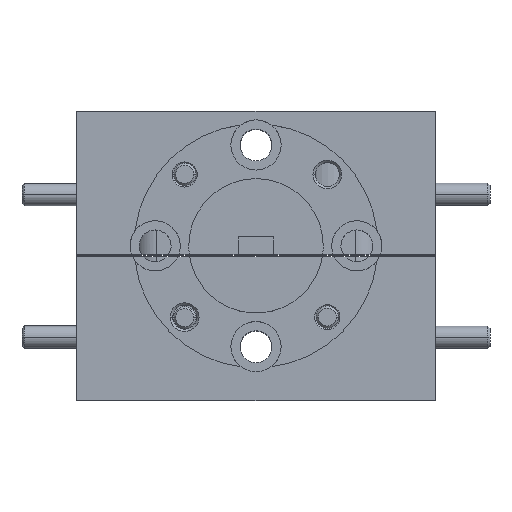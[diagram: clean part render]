
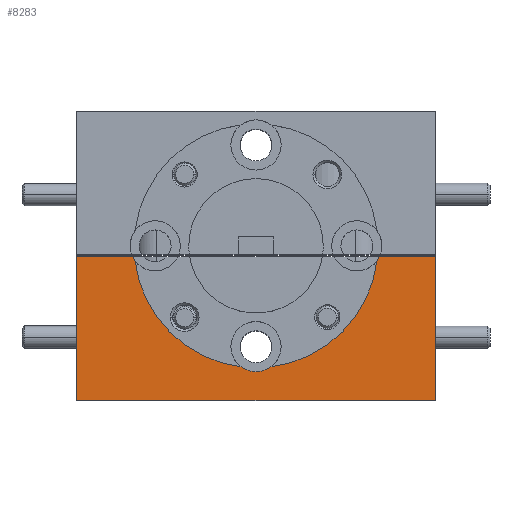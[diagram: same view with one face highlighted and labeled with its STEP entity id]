
A CAD part, top view. The second image highlights one B-rep face of the part: STEP entity #8283.
In plain terms, the highlighted planar face has unit normal (0, 0, 1).
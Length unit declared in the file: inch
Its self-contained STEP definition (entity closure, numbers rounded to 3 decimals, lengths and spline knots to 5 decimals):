
#125 = LINE ( 'NONE', #11128, #9529 ) ;
#153 = VECTOR ( 'NONE', #6717, 39.37008 ) ;
#960 = AXIS2_PLACEMENT_3D ( 'NONE', #15733, #1298, #8185 ) ;
#1298 = DIRECTION ( 'NONE',  ( 0., 0., 1. ) ) ;
#1456 = CARTESIAN_POINT ( 'NONE',  ( 0.33743, -0.01677, 0.5 ) ) ;
#1717 = VECTOR ( 'NONE', #9733, 39.37008 ) ;
#1777 = AXIS2_PLACEMENT_3D ( 'NONE', #15103, #6353, #6201 ) ;
#2277 = EDGE_CURVE ( 'NONE', #3700, #15480, #10944, .T. ) ;
#2360 = EDGE_CURVE ( 'NONE', #3700, #12399, #15248, .T. ) ;
#2533 = CARTESIAN_POINT ( 'NONE',  ( 0., 0.025, 0.5 ) ) ;
#2590 = CARTESIAN_POINT ( 'NONE',  ( -0.5, -0.405, 0.5 ) ) ;
#2830 = ORIENTED_EDGE ( 'NONE', *, *, #3673, .T. ) ;
#2873 = CARTESIAN_POINT ( 'NONE',  ( 0.04177, -0.31243, 0.5 ) ) ;
#2906 = EDGE_CURVE ( 'NONE', #15480, #13424, #8007, .T. ) ;
#3059 = ORIENTED_EDGE ( 'NONE', *, *, #10669, .F. ) ;
#3673 = EDGE_CURVE ( 'NONE', #11399, #9035, #125, .T. ) ;
#3700 = VERTEX_POINT ( 'NONE', #3944 ) ;
#3773 = DIRECTION ( 'NONE',  ( -1., 0., 0. ) ) ;
#3823 = CIRCLE ( 'NONE', #960, 0.07 ) ;
#3925 = VERTEX_POINT ( 'NONE', #11851 ) ;
#3944 = CARTESIAN_POINT ( 'NONE',  ( 0.5, -0.405, 0.5 ) ) ;
#4012 = FACE_OUTER_BOUND ( 'NONE', #15873, .T. ) ;
#4779 = EDGE_CURVE ( 'NONE', #15999, #11392, #9137, .T. ) ;
#4816 = CARTESIAN_POINT ( 'NONE',  ( 0.5, -0.405, 0.5 ) ) ;
#4838 = DIRECTION ( 'NONE',  ( 1., 0., 0. ) ) ;
#5609 = CARTESIAN_POINT ( 'NONE',  ( -0.5, -0.405, 0.5 ) ) ;
#6201 = DIRECTION ( 'NONE',  ( 1., 0., 0. ) ) ;
#6325 = ORIENTED_EDGE ( 'NONE', *, *, #10685, .F. ) ;
#6339 = DIRECTION ( 'NONE',  ( -1., 0., 0. ) ) ;
#6353 = DIRECTION ( 'NONE',  ( 0., 0., 1. ) ) ;
#6422 = CARTESIAN_POINT ( 'NONE',  ( 0.5, -0.405, 0.5 ) ) ;
#6687 = CIRCLE ( 'NONE', #10559, 0.07 ) ;
#6717 = DIRECTION ( 'NONE',  ( -1., 0., 0. ) ) ;
#7064 = AXIS2_PLACEMENT_3D ( 'NONE', #12261, #12025, #4838 ) ;
#7309 = EDGE_CURVE ( 'NONE', #12399, #9035, #10839, .T. ) ;
#7394 = CARTESIAN_POINT ( 'NONE',  ( 0.28125, 0.025, 0.5 ) ) ;
#7835 = AXIS2_PLACEMENT_3D ( 'NONE', #15015, #9984, #8921 ) ;
#8007 = LINE ( 'NONE', #11727, #153 ) ;
#8185 = DIRECTION ( 'NONE',  ( 1., 0., 0. ) ) ;
#8283 = ADVANCED_FACE ( 'NONE', ( #4012 ), #11196, .F. ) ;
#8431 = CARTESIAN_POINT ( 'NONE',  ( -0.04177, -0.31243, 0.5 ) ) ;
#8750 = CIRCLE ( 'NONE', #1777, 0.07 ) ;
#8921 = DIRECTION ( 'NONE',  ( 1., 0., 0. ) ) ;
#9035 = VERTEX_POINT ( 'NONE', #15512 ) ;
#9137 = CIRCLE ( 'NONE', #7064, 0.34 ) ;
#9447 = ORIENTED_EDGE ( 'NONE', *, *, #2360, .F. ) ;
#9529 = VECTOR ( 'NONE', #3773, 39.37008 ) ;
#9720 = EDGE_CURVE ( 'NONE', #11399, #3925, #3823, .T. ) ;
#9733 = DIRECTION ( 'NONE',  ( 0., 1., 0. ) ) ;
#9984 = DIRECTION ( 'NONE',  ( 0., 0., -1. ) ) ;
#10559 = AXIS2_PLACEMENT_3D ( 'NONE', #7394, #13564, #11123 ) ;
#10669 = EDGE_CURVE ( 'NONE', #11392, #13424, #6687, .T. ) ;
#10685 = EDGE_CURVE ( 'NONE', #12068, #15999, #8750, .T. ) ;
#10839 = LINE ( 'NONE', #2590, #11720 ) ;
#10944 = LINE ( 'NONE', #4816, #1717 ) ;
#11123 = DIRECTION ( 'NONE',  ( 1., 0., 0. ) ) ;
#11128 = CARTESIAN_POINT ( 'NONE',  ( 0.5, -0.005, 0.5 ) ) ;
#11159 = AXIS2_PLACEMENT_3D ( 'NONE', #2533, #13862, #13716 ) ;
#11196 = PLANE ( 'NONE',  #7835 ) ;
#11392 = VERTEX_POINT ( 'NONE', #1456 ) ;
#11399 = VERTEX_POINT ( 'NONE', #15944 ) ;
#11720 = VECTOR ( 'NONE', #14738, 39.37008 ) ;
#11727 = CARTESIAN_POINT ( 'NONE',  ( 0.5, -0.005, 0.5 ) ) ;
#11851 = CARTESIAN_POINT ( 'NONE',  ( -0.33743, -0.01677, 0.5 ) ) ;
#12025 = DIRECTION ( 'NONE',  ( 0., 0., 1. ) ) ;
#12068 = VERTEX_POINT ( 'NONE', #8431 ) ;
#12069 = VECTOR ( 'NONE', #6339, 39.37008 ) ;
#12261 = CARTESIAN_POINT ( 'NONE',  ( 0., 0.025, 0.5 ) ) ;
#12399 = VERTEX_POINT ( 'NONE', #5609 ) ;
#12645 = ORIENTED_EDGE ( 'NONE', *, *, #2277, .T. ) ;
#12770 = CARTESIAN_POINT ( 'NONE',  ( 0.5, -0.005, 0.5 ) ) ;
#12806 = CARTESIAN_POINT ( 'NONE',  ( 0.3445, -0.005, 0.5 ) ) ;
#13047 = ORIENTED_EDGE ( 'NONE', *, *, #14506, .F. ) ;
#13205 = ORIENTED_EDGE ( 'NONE', *, *, #2906, .T. ) ;
#13240 = CIRCLE ( 'NONE', #11159, 0.34 ) ;
#13424 = VERTEX_POINT ( 'NONE', #12806 ) ;
#13564 = DIRECTION ( 'NONE',  ( 0., 0., 1. ) ) ;
#13716 = DIRECTION ( 'NONE',  ( 1., 0., 0. ) ) ;
#13840 = ORIENTED_EDGE ( 'NONE', *, *, #4779, .F. ) ;
#13862 = DIRECTION ( 'NONE',  ( 0., 0., 1. ) ) ;
#14506 = EDGE_CURVE ( 'NONE', #3925, #12068, #13240, .T. ) ;
#14738 = DIRECTION ( 'NONE',  ( 0., 1., 0. ) ) ;
#15015 = CARTESIAN_POINT ( 'NONE',  ( 0.5, -0.405, 0.5 ) ) ;
#15103 = CARTESIAN_POINT ( 'NONE',  ( 0., -0.25625, 0.5 ) ) ;
#15125 = ORIENTED_EDGE ( 'NONE', *, *, #9720, .F. ) ;
#15248 = LINE ( 'NONE', #6422, #12069 ) ;
#15480 = VERTEX_POINT ( 'NONE', #12770 ) ;
#15512 = CARTESIAN_POINT ( 'NONE',  ( -0.5, -0.005, 0.5 ) ) ;
#15671 = ORIENTED_EDGE ( 'NONE', *, *, #7309, .F. ) ;
#15733 = CARTESIAN_POINT ( 'NONE',  ( -0.28125, 0.025, 0.5 ) ) ;
#15873 = EDGE_LOOP ( 'NONE', ( #13047, #15125, #2830, #15671, #9447, #12645, #13205, #3059, #13840, #6325 ) ) ;
#15944 = CARTESIAN_POINT ( 'NONE',  ( -0.3445, -0.005, 0.5 ) ) ;
#15999 = VERTEX_POINT ( 'NONE', #2873 ) ;
